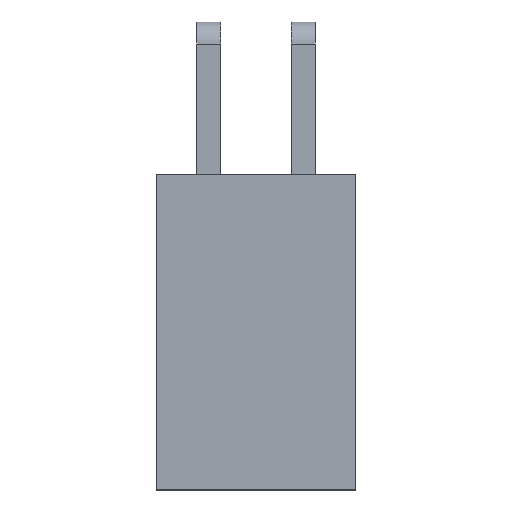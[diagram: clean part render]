
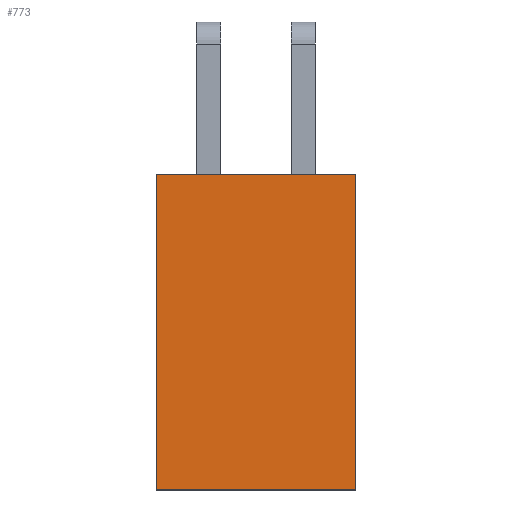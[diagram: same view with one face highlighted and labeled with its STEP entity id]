
A CAD part, top view. The second image highlights one B-rep face of the part: STEP entity #773.
In plain terms, the highlighted planar face has unit normal (0, 0, 1).
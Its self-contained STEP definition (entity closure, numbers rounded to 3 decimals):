
#773=ADVANCED_FACE('',(#2557),#2559,.T.);
#2557=FACE_BOUND('',#2558,.T.);
#2558=EDGE_LOOP('',(#3982,#3983,#3984,#3985));
#2559=PLANE('',#2560);
#2560=AXIS2_PLACEMENT_3D('',#2561,#2562,#2563);
#2561=CARTESIAN_POINT('',(3.96,-9.86,5.));
#2562=DIRECTION('',(0.,-0.,1.));
#2563=DIRECTION('',(0.,1.,0.));
#3982=ORIENTED_EDGE('',*,*,#4934,.T.);
#3983=ORIENTED_EDGE('',*,*,#4963,.T.);
#3984=ORIENTED_EDGE('',*,*,#4942,.F.);
#3985=ORIENTED_EDGE('',*,*,#4981,.F.);
#4934=EDGE_CURVE('',#5673,#5671,#5674,.T.);
#4942=EDGE_CURVE('',#5685,#5687,#5688,.T.);
#4963=EDGE_CURVE('',#5671,#5687,#5723,.T.);
#4981=EDGE_CURVE('',#5673,#5685,#5745,.T.);
#5671=VERTEX_POINT('',#7053);
#5673=VERTEX_POINT('',#7057);
#5674=LINE('',#7058,#7059);
#5685=VERTEX_POINT('',#7083);
#5687=VERTEX_POINT('',#7087);
#5688=LINE('',#7088,#7089);
#5723=LINE('',#7165,#7166);
#5745=LINE('',#7223,#7224);
#7053=CARTESIAN_POINT('',(3.96,-1.36,5.));
#7057=CARTESIAN_POINT('',(3.96,-9.86,5.));
#7058=CARTESIAN_POINT('',(3.96,-9.86,5.));
#7059=VECTOR('',#7060,1.);
#7060=DIRECTION('',(0.,1.,0.));
#7083=CARTESIAN_POINT('',(-1.42,-9.86,5.));
#7087=CARTESIAN_POINT('',(-1.42,-1.36,5.));
#7088=CARTESIAN_POINT('',(-1.42,-9.86,5.));
#7089=VECTOR('',#7090,1.);
#7090=DIRECTION('',(0.,1.,0.));
#7165=CARTESIAN_POINT('',(3.96,-1.36,5.));
#7166=VECTOR('',#7167,1.);
#7167=DIRECTION('',(-1.,0.,0.));
#7223=CARTESIAN_POINT('',(3.96,-9.86,5.));
#7224=VECTOR('',#7225,1.);
#7225=DIRECTION('',(-1.,0.,0.));
